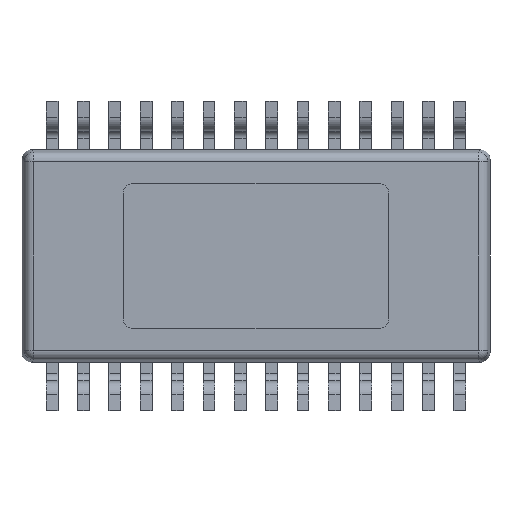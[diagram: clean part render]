
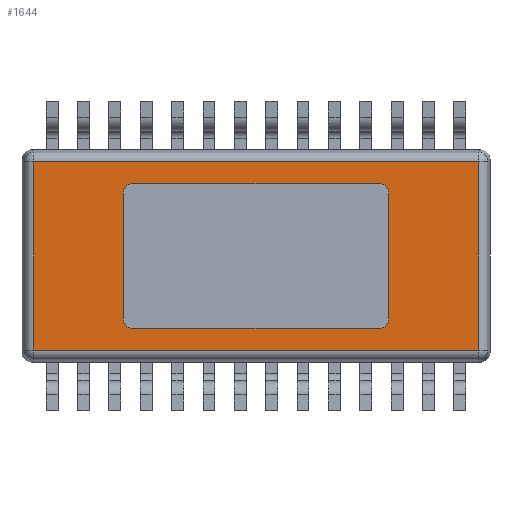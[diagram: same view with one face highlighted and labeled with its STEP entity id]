
A CAD part, front view. The second image highlights one B-rep face of the part: STEP entity #1644.
In plain terms, the highlighted planar face has unit normal (0, -1, 0).
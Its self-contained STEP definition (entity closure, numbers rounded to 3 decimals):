
#491=DIRECTION('',(1.,0.,0.));
#492=VECTOR('',#491,9.216);
#493=CARTESIAN_POINT('',(-4.608,-0.523,-1.958));
#494=LINE('',#493,#492);
#505=DIRECTION('',(0.,0.,-1.));
#506=VECTOR('',#505,2.6);
#507=CARTESIAN_POINT('',(-2.75,-0.523,1.3));
#508=LINE('',#507,#506);
#512=CARTESIAN_POINT('',(-2.55,-0.523,-1.3));
#513=DIRECTION('',(0.,-1.,0.));
#514=DIRECTION('',(-1.,0.,0.));
#515=AXIS2_PLACEMENT_3D('',#512,#513,#514);
#520=DIRECTION('',(1.,0.,0.));
#521=VECTOR('',#520,5.1);
#522=CARTESIAN_POINT('',(-2.55,-0.523,-1.5));
#523=LINE('',#522,#521);
#527=CARTESIAN_POINT('',(2.55,-0.523,-1.3));
#528=DIRECTION('',(0.,-1.,0.));
#529=DIRECTION('',(0.,0.,-1.));
#530=AXIS2_PLACEMENT_3D('',#527,#528,#529);
#535=DIRECTION('',(0.,0.,1.));
#536=VECTOR('',#535,2.6);
#537=CARTESIAN_POINT('',(2.75,-0.523,-1.3));
#538=LINE('',#537,#536);
#542=CARTESIAN_POINT('',(2.55,-0.523,1.3));
#543=DIRECTION('',(0.,-1.,0.));
#544=DIRECTION('',(1.,0.,0.));
#545=AXIS2_PLACEMENT_3D('',#542,#543,#544);
#550=DIRECTION('',(-1.,0.,0.));
#551=VECTOR('',#550,5.1);
#552=CARTESIAN_POINT('',(2.55,-0.523,1.5));
#553=LINE('',#552,#551);
#557=CARTESIAN_POINT('',(-2.55,-0.523,1.3));
#558=DIRECTION('',(0.,-1.,0.));
#559=DIRECTION('',(0.,0.,1.));
#560=AXIS2_PLACEMENT_3D('',#557,#558,#559);
#565=DIRECTION('',(0.,0.,-1.));
#566=VECTOR('',#565,3.916);
#567=CARTESIAN_POINT('',(-4.608,-0.523,1.958));
#568=LINE('',#567,#566);
#707=DIRECTION('',(-1.,0.,0.));
#708=VECTOR('',#707,9.216);
#709=CARTESIAN_POINT('',(4.608,-0.523,1.958));
#710=LINE('',#709,#708);
#759=DIRECTION('',(0.,0.,1.));
#760=VECTOR('',#759,3.916);
#761=CARTESIAN_POINT('',(4.608,-0.523,-1.958));
#762=LINE('',#761,#760);
#1155=CARTESIAN_POINT('',(4.608,-0.523,1.958));
#1156=CARTESIAN_POINT('',(-4.608,-0.523,1.958));
#1157=VERTEX_POINT('',#1155);
#1158=VERTEX_POINT('',#1156);
#1175=CARTESIAN_POINT('',(4.608,-0.523,-1.958));
#1176=VERTEX_POINT('',#1175);
#1179=CARTESIAN_POINT('',(-4.608,-0.523,-1.958));
#1180=VERTEX_POINT('',#1179);
#1227=CARTESIAN_POINT('',(-2.75,-0.523,1.3));
#1228=CARTESIAN_POINT('',(-2.75,-0.523,-1.3));
#1229=VERTEX_POINT('',#1227);
#1230=VERTEX_POINT('',#1228);
#1231=CARTESIAN_POINT('',(-2.55,-0.523,-1.5));
#1232=VERTEX_POINT('',#1231);
#1233=CARTESIAN_POINT('',(2.55,-0.523,-1.5));
#1234=VERTEX_POINT('',#1233);
#1235=CARTESIAN_POINT('',(2.75,-0.523,-1.3));
#1236=VERTEX_POINT('',#1235);
#1237=CARTESIAN_POINT('',(2.75,-0.523,1.3));
#1238=VERTEX_POINT('',#1237);
#1239=CARTESIAN_POINT('',(2.55,-0.523,1.5));
#1240=VERTEX_POINT('',#1239);
#1241=CARTESIAN_POINT('',(-2.55,-0.523,1.5));
#1242=VERTEX_POINT('',#1241);
#1612=CARTESIAN_POINT('',(-4.85,-0.523,-2.2));
#1613=DIRECTION('',(0.,-1.,0.));
#1614=DIRECTION('',(1.,0.,0.));
#1615=AXIS2_PLACEMENT_3D('',#1612,#1613,#1614);
#1616=PLANE('',#1615);
#1617=ORIENTED_EDGE('',*,*,#1603,.F.);
#1619=ORIENTED_EDGE('',*,*,#1618,.F.);
#1621=ORIENTED_EDGE('',*,*,#1620,.F.);
#1623=ORIENTED_EDGE('',*,*,#1622,.F.);
#1624=EDGE_LOOP('',(#1617,#1619,#1621,#1623));
#1625=FACE_OUTER_BOUND('',#1624,.F.);
#1627=ORIENTED_EDGE('',*,*,#1626,.T.);
#1629=ORIENTED_EDGE('',*,*,#1628,.T.);
#1631=ORIENTED_EDGE('',*,*,#1630,.T.);
#1633=ORIENTED_EDGE('',*,*,#1632,.T.);
#1635=ORIENTED_EDGE('',*,*,#1634,.T.);
#1637=ORIENTED_EDGE('',*,*,#1636,.T.);
#1639=ORIENTED_EDGE('',*,*,#1638,.T.);
#1641=ORIENTED_EDGE('',*,*,#1640,.T.);
#1642=EDGE_LOOP('',(#1627,#1629,#1631,#1633,#1635,#1637,#1639,#1641));
#1643=FACE_BOUND('',#1642,.F.);
#1644=ADVANCED_FACE('',(#1625,#1643),#1616,.T.);
#516=CIRCLE('',#515,0.2);
#531=CIRCLE('',#530,0.2);
#546=CIRCLE('',#545,0.2);
#561=CIRCLE('',#560,0.2);
#1603=EDGE_CURVE('',#1180,#1176,#494,.T.);
#1618=EDGE_CURVE('',#1158,#1180,#568,.T.);
#1620=EDGE_CURVE('',#1157,#1158,#710,.T.);
#1622=EDGE_CURVE('',#1176,#1157,#762,.T.);
#1626=EDGE_CURVE('',#1229,#1230,#508,.T.);
#1628=EDGE_CURVE('',#1230,#1232,#516,.T.);
#1630=EDGE_CURVE('',#1232,#1234,#523,.T.);
#1632=EDGE_CURVE('',#1234,#1236,#531,.T.);
#1634=EDGE_CURVE('',#1236,#1238,#538,.T.);
#1636=EDGE_CURVE('',#1238,#1240,#546,.T.);
#1638=EDGE_CURVE('',#1240,#1242,#553,.T.);
#1640=EDGE_CURVE('',#1242,#1229,#561,.T.);
